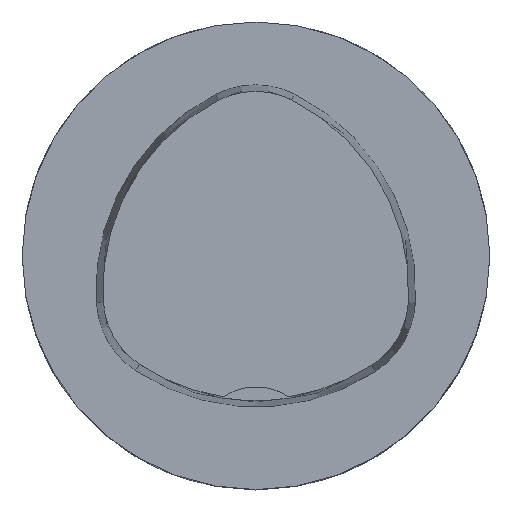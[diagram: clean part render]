
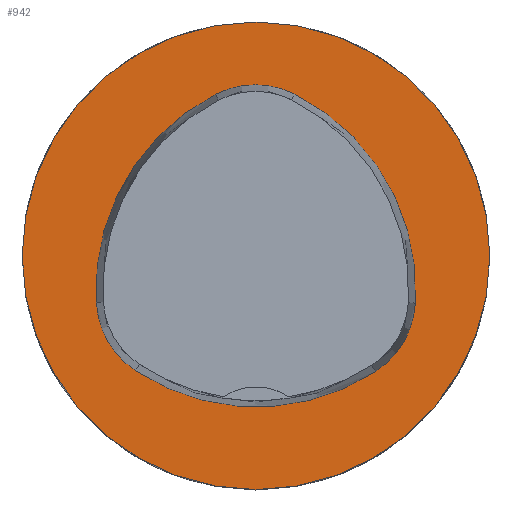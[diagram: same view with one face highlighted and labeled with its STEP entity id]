
A CAD part, top view. The second image highlights one B-rep face of the part: STEP entity #942.
In plain terms, the highlighted planar face has unit normal (0, 0, 1).
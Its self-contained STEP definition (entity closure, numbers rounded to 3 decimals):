
#394=FACE_BOUND('',#1605,.T.);
#395=FACE_BOUND('',#1606,.T.);
#498=CIRCLE('',#5080,16.);
#499=CIRCLE('',#5086,15.);
#501=CIRCLE('',#5089,6.);
#503=CIRCLE('',#5092,15.);
#505=CIRCLE('',#5095,6.);
#509=CIRCLE('',#5100,15.);
#511=CIRCLE('',#5103,6.);
#942=ADVANCED_FACE('',(#394,#395),#1105,.T.);
#1105=PLANE('',#5108);
#1605=EDGE_LOOP('',(#2808,#2809,#2810,#2811,#2812,#2813));
#1606=EDGE_LOOP('',(#2814));
#2808=ORIENTED_EDGE('',*,*,#3890,.T.);
#2809=ORIENTED_EDGE('',*,*,#3870,.T.);
#2810=ORIENTED_EDGE('',*,*,#3874,.T.);
#2811=ORIENTED_EDGE('',*,*,#3877,.T.);
#2812=ORIENTED_EDGE('',*,*,#3880,.T.);
#2813=ORIENTED_EDGE('',*,*,#3888,.T.);
#2814=ORIENTED_EDGE('',*,*,#3861,.F.);
#3261=VERTEX_POINT('',#8333);
#3270=VERTEX_POINT('',#8352);
#3271=VERTEX_POINT('',#8353);
#3274=VERTEX_POINT('',#8361);
#3276=VERTEX_POINT('',#8367);
#3278=VERTEX_POINT('',#8373);
#3285=VERTEX_POINT('',#8394);
#3861=EDGE_CURVE('',#3261,#3261,#498,.T.);
#3870=EDGE_CURVE('',#3270,#3271,#499,.T.);
#3874=EDGE_CURVE('',#3271,#3274,#501,.T.);
#3877=EDGE_CURVE('',#3274,#3276,#503,.T.);
#3880=EDGE_CURVE('',#3276,#3278,#505,.T.);
#3888=EDGE_CURVE('',#3278,#3285,#509,.T.);
#3890=EDGE_CURVE('',#3285,#3270,#511,.T.);
#5080=AXIS2_PLACEMENT_3D('',#8332,#6150,#6151);
#5086=AXIS2_PLACEMENT_3D('',#8351,#6166,#6167);
#5089=AXIS2_PLACEMENT_3D('',#8360,#6174,#6175);
#5092=AXIS2_PLACEMENT_3D('',#8366,#6181,#6182);
#5095=AXIS2_PLACEMENT_3D('',#8372,#6188,#6189);
#5100=AXIS2_PLACEMENT_3D('',#8395,#6200,#6201);
#5103=AXIS2_PLACEMENT_3D('',#8398,#6206,#6207);
#5108=AXIS2_PLACEMENT_3D('',#8403,#6216,#6217);
#6150=DIRECTION('',(0.,0.,-1.));
#6151=DIRECTION('',(-1.,0.,0.));
#6166=DIRECTION('',(0.,0.,-1.));
#6167=DIRECTION('',(-1.,0.,0.));
#6174=DIRECTION('',(0.,0.,-1.));
#6175=DIRECTION('',(-1.,0.,0.));
#6181=DIRECTION('',(0.,0.,-1.));
#6182=DIRECTION('',(-1.,0.,0.));
#6188=DIRECTION('',(0.,0.,-1.));
#6189=DIRECTION('',(-1.,0.,0.));
#6200=DIRECTION('',(0.,0.,-1.));
#6201=DIRECTION('',(-1.,0.,0.));
#6206=DIRECTION('',(0.,0.,-1.));
#6207=DIRECTION('',(-1.,0.,0.));
#6216=DIRECTION('',(0.,0.,1.));
#6217=DIRECTION('',(1.,0.,0.));
#8332=CARTESIAN_POINT('',(0.,0.,0.));
#8333=CARTESIAN_POINT('',(-16.,0.,0.));
#8351=CARTESIAN_POINT('',(4.048,-2.316,0.));
#8352=CARTESIAN_POINT('',(-10.926,-3.206,0.));
#8353=CARTESIAN_POINT('',(-2.774,11.043,0.));
#8360=CARTESIAN_POINT('',(-0.045,5.7,0.));
#8361=CARTESIAN_POINT('',(2.638,11.066,0.));
#8366=CARTESIAN_POINT('',(-4.07,-2.35,0.));
#8367=CARTESIAN_POINT('',(10.903,-3.249,0.));
#8372=CARTESIAN_POINT('',(4.914,-2.889,0.));
#8373=CARTESIAN_POINT('',(8.177,-7.924,0.));
#8394=CARTESIAN_POINT('',(-8.24,-7.859,0.));
#8395=CARTESIAN_POINT('',(0.019,4.663,0.));
#8398=CARTESIAN_POINT('',(-4.936,-2.85,0.));
#8403=CARTESIAN_POINT('',(0.,0.,0.));
